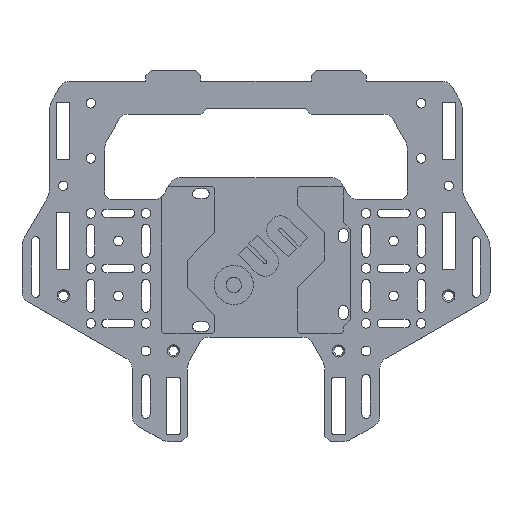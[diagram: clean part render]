
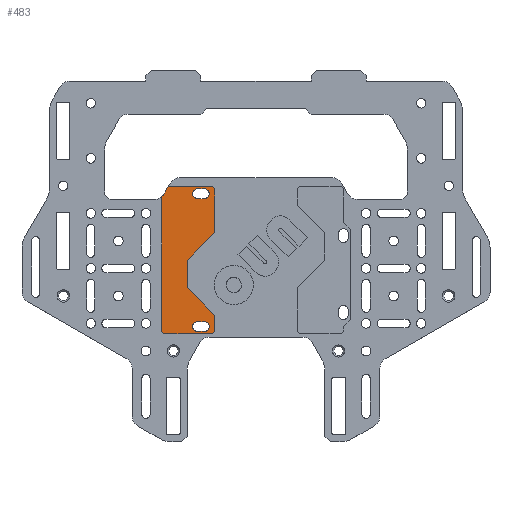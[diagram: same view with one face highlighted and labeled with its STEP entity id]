
A CAD part, top view. The second image highlights one B-rep face of the part: STEP entity #483.
In plain terms, the highlighted planar face has unit normal (0, 0, 1).
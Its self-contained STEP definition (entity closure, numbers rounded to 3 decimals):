
#483=ADVANCED_FACE('',(#1442,#1444,#1446),#1448,.T.);
#1442=FACE_BOUND('',#1443,.T.);
#1443=EDGE_LOOP('',(#4212,#4213,#4214,#4215,#4216,#4217,#4218,#4219,#4220,#4221,
#4222,#4223,#4224));
#1444=FACE_BOUND('',#1445,.T.);
#1445=EDGE_LOOP('',(#4225,#4226,#4227,#4228));
#1446=FACE_BOUND('',#1447,.T.);
#1447=EDGE_LOOP('',(#4229,#4230,#4231,#4232));
#1448=PLANE('',#1449);
#1449=AXIS2_PLACEMENT_3D('',#1450,#1451,#1452);
#1450=CARTESIAN_POINT('',(0.,3.,1.8));
#1451=DIRECTION('',(0.,0.,1.));
#1452=DIRECTION('',(0.,-1.,0.));
#4212=ORIENTED_EDGE('',*,*,#5231,.F.);
#4213=ORIENTED_EDGE('',*,*,#5903,.T.);
#4214=ORIENTED_EDGE('',*,*,#5790,.T.);
#4215=ORIENTED_EDGE('',*,*,#5902,.T.);
#4216=ORIENTED_EDGE('',*,*,#5787,.T.);
#4217=ORIENTED_EDGE('',*,*,#5901,.T.);
#4218=ORIENTED_EDGE('',*,*,#5899,.T.);
#4219=ORIENTED_EDGE('',*,*,#5897,.T.);
#4220=ORIENTED_EDGE('',*,*,#5895,.T.);
#4221=ORIENTED_EDGE('',*,*,#5893,.T.);
#4222=ORIENTED_EDGE('',*,*,#5784,.T.);
#4223=ORIENTED_EDGE('',*,*,#5892,.T.);
#4224=ORIENTED_EDGE('',*,*,#5225,.F.);
#4225=ORIENTED_EDGE('',*,*,#5904,.F.);
#4226=ORIENTED_EDGE('',*,*,#5905,.F.);
#4227=ORIENTED_EDGE('',*,*,#5906,.F.);
#4228=ORIENTED_EDGE('',*,*,#5907,.F.);
#4229=ORIENTED_EDGE('',*,*,#5908,.F.);
#4230=ORIENTED_EDGE('',*,*,#5909,.F.);
#4231=ORIENTED_EDGE('',*,*,#5910,.F.);
#4232=ORIENTED_EDGE('',*,*,#5911,.F.);
#5225=EDGE_CURVE('',#6141,#6142,#6143,.T.);
#5231=EDGE_CURVE('',#6153,#6141,#6154,.F.);
#5784=EDGE_CURVE('',#7251,#7249,#7252,.F.);
#5787=EDGE_CURVE('',#7256,#7254,#7257,.F.);
#5790=EDGE_CURVE('',#7261,#7259,#7262,.F.);
#5892=EDGE_CURVE('',#7249,#6142,#7412,.T.);
#5893=EDGE_CURVE('',#7413,#7251,#7414,.T.);
#5895=EDGE_CURVE('',#7416,#7413,#7417,.T.);
#5897=EDGE_CURVE('',#7419,#7416,#7420,.T.);
#5899=EDGE_CURVE('',#7422,#7419,#7423,.T.);
#5901=EDGE_CURVE('',#7254,#7422,#7425,.T.);
#5902=EDGE_CURVE('',#7259,#7256,#7426,.T.);
#5903=EDGE_CURVE('',#6153,#7261,#7427,.T.);
#5904=EDGE_CURVE('',#7428,#7429,#7430,.F.);
#5905=EDGE_CURVE('',#7431,#7428,#7432,.T.);
#5906=EDGE_CURVE('',#7433,#7431,#7434,.F.);
#5907=EDGE_CURVE('',#7429,#7433,#7435,.T.);
#5908=EDGE_CURVE('',#7436,#7437,#7438,.F.);
#5909=EDGE_CURVE('',#7439,#7436,#7440,.T.);
#5910=EDGE_CURVE('',#7441,#7439,#7442,.F.);
#5911=EDGE_CURVE('',#7437,#7441,#7443,.T.);
#6141=VERTEX_POINT('',#7689);
#6142=VERTEX_POINT('',#7690);
#6143=LINE('',#7691,#7692);
#6153=VERTEX_POINT('',#7713);
#6154=CIRCLE('',#7714,4.);
#7249=VERTEX_POINT('',#10160);
#7251=VERTEX_POINT('',#10164);
#7252=LINE('',#10165,#10166);
#7254=VERTEX_POINT('',#10171);
#7256=VERTEX_POINT('',#10175);
#7257=LINE('',#10176,#10177);
#7259=VERTEX_POINT('',#10182);
#7261=VERTEX_POINT('',#10186);
#7262=LINE('',#10187,#10188);
#7412=LINE('',#10541,#10542);
#7413=VERTEX_POINT('',#10544);
#7414=LINE('',#10545,#10546);
#7416=VERTEX_POINT('',#10551);
#7417=LINE('',#10552,#10553);
#7419=VERTEX_POINT('',#10558);
#7420=LINE('',#10559,#10560);
#7422=VERTEX_POINT('',#10565);
#7423=LINE('',#10566,#10567);
#7425=LINE('',#10572,#10573);
#7426=LINE('',#10575,#10576);
#7427=LINE('',#10578,#10579);
#7428=VERTEX_POINT('',#10581);
#7429=VERTEX_POINT('',#10582);
#7430=LINE('',#10583,#10584);
#7431=VERTEX_POINT('',#10586);
#7432=CIRCLE('',#10587,1.75);
#7433=VERTEX_POINT('',#10591);
#7434=LINE('',#10592,#10593);
#7435=CIRCLE('',#10595,1.75);
#7436=VERTEX_POINT('',#10599);
#7437=VERTEX_POINT('',#10600);
#7438=LINE('',#10601,#10602);
#7439=VERTEX_POINT('',#10604);
#7440=CIRCLE('',#10605,1.75);
#7441=VERTEX_POINT('',#10609);
#7442=LINE('',#10610,#10611);
#7443=CIRCLE('',#10613,1.75);
#7689=CARTESIAN_POINT('',(-33.464,27.,1.8));
#7690=CARTESIAN_POINT('',(-31.923,29.67,1.8));
#7691=CARTESIAN_POINT('',(-33.464,27.,1.8));
#7692=VECTOR('',#7693,1.);
#7693=DIRECTION('',(0.5,0.866,0.));
#7713=CARTESIAN_POINT('',(-34.29,25.993,1.8));
#7714=AXIS2_PLACEMENT_3D('',#7715,#7716,#7717);
#7715=CARTESIAN_POINT('',(-36.928,29.,1.8));
#7716=DIRECTION('',(0.,0.,-1.));
#7717=DIRECTION('',(0.866,-0.5,0.));
#10160=CARTESIAN_POINT('',(-15.8,29.67,1.8));
#10164=CARTESIAN_POINT('',(-15.,28.87,1.8));
#10165=CARTESIAN_POINT('',(-15.8,29.67,1.8));
#10166=VECTOR('',#10167,1.);
#10167=DIRECTION('',(0.707,-0.707,0.));
#10171=CARTESIAN_POINT('',(-15.,-22.87,1.8));
#10175=CARTESIAN_POINT('',(-15.8,-23.67,1.8));
#10176=CARTESIAN_POINT('',(-15.,-22.87,1.8));
#10177=VECTOR('',#10178,1.);
#10178=DIRECTION('',(-0.707,-0.707,0.));
#10182=CARTESIAN_POINT('',(-33.49,-23.67,1.8));
#10186=CARTESIAN_POINT('',(-34.29,-22.87,1.8));
#10187=CARTESIAN_POINT('',(-33.49,-23.67,1.8));
#10188=VECTOR('',#10189,1.);
#10189=DIRECTION('',(-0.707,0.707,0.));
#10541=CARTESIAN_POINT('',(-15.8,29.67,1.8));
#10542=VECTOR('',#10543,1.);
#10543=DIRECTION('',(-1.,0.,0.));
#10544=CARTESIAN_POINT('',(-15.,13.,1.8));
#10545=CARTESIAN_POINT('',(-15.,13.,1.8));
#10546=VECTOR('',#10547,1.);
#10547=DIRECTION('',(0.,1.,0.));
#10551=CARTESIAN_POINT('',(-25.,3.,1.8));
#10552=CARTESIAN_POINT('',(-25.,3.,1.8));
#10553=VECTOR('',#10554,1.);
#10554=DIRECTION('',(0.707,0.707,0.));
#10558=CARTESIAN_POINT('',(-25.,-7.,1.8));
#10559=CARTESIAN_POINT('',(-25.,-7.,1.8));
#10560=VECTOR('',#10561,1.);
#10561=DIRECTION('',(0.,1.,0.));
#10565=CARTESIAN_POINT('',(-15.,-17.,1.8));
#10566=CARTESIAN_POINT('',(-15.,-17.,1.8));
#10567=VECTOR('',#10568,1.);
#10568=DIRECTION('',(-0.707,0.707,0.));
#10572=CARTESIAN_POINT('',(-15.,-22.87,1.8));
#10573=VECTOR('',#10574,1.);
#10574=DIRECTION('',(0.,1.,0.));
#10575=CARTESIAN_POINT('',(-33.49,-23.67,1.8));
#10576=VECTOR('',#10577,1.);
#10577=DIRECTION('',(1.,0.,0.));
#10578=CARTESIAN_POINT('',(-34.29,25.993,1.8));
#10579=VECTOR('',#10580,1.);
#10580=DIRECTION('',(0.,-1.,0.));
#10581=CARTESIAN_POINT('',(-18.75,-19.38,1.8));
#10582=CARTESIAN_POINT('',(-21.25,-19.38,1.8));
#10583=CARTESIAN_POINT('',(-21.25,-19.38,1.8));
#10584=VECTOR('',#10585,1.);
#10585=DIRECTION('',(1.,0.,0.));
#10586=CARTESIAN_POINT('',(-18.75,-22.88,1.8));
#10587=AXIS2_PLACEMENT_3D('',#10588,#10589,#10590);
#10588=CARTESIAN_POINT('',(-18.75,-21.13,1.8));
#10589=DIRECTION('',(0.,0.,1.));
#10590=DIRECTION('',(0.,-1.,0.));
#10591=CARTESIAN_POINT('',(-21.25,-22.88,1.8));
#10592=CARTESIAN_POINT('',(-18.75,-22.88,1.8));
#10593=VECTOR('',#10594,1.);
#10594=DIRECTION('',(-1.,0.,0.));
#10595=AXIS2_PLACEMENT_3D('',#10596,#10597,#10598);
#10596=CARTESIAN_POINT('',(-21.25,-21.13,1.8));
#10597=DIRECTION('',(0.,0.,1.));
#10598=DIRECTION('',(0.,1.,0.));
#10599=CARTESIAN_POINT('',(-18.75,28.88,1.8));
#10600=CARTESIAN_POINT('',(-21.25,28.88,1.8));
#10601=CARTESIAN_POINT('',(-21.25,28.88,1.8));
#10602=VECTOR('',#10603,1.);
#10603=DIRECTION('',(1.,0.,0.));
#10604=CARTESIAN_POINT('',(-18.75,25.38,1.8));
#10605=AXIS2_PLACEMENT_3D('',#10606,#10607,#10608);
#10606=CARTESIAN_POINT('',(-18.75,27.13,1.8));
#10607=DIRECTION('',(0.,0.,1.));
#10608=DIRECTION('',(0.,-1.,0.));
#10609=CARTESIAN_POINT('',(-21.25,25.38,1.8));
#10610=CARTESIAN_POINT('',(-18.75,25.38,1.8));
#10611=VECTOR('',#10612,1.);
#10612=DIRECTION('',(-1.,0.,0.));
#10613=AXIS2_PLACEMENT_3D('',#10614,#10615,#10616);
#10614=CARTESIAN_POINT('',(-21.25,27.13,1.8));
#10615=DIRECTION('',(0.,0.,1.));
#10616=DIRECTION('',(0.,1.,0.));
